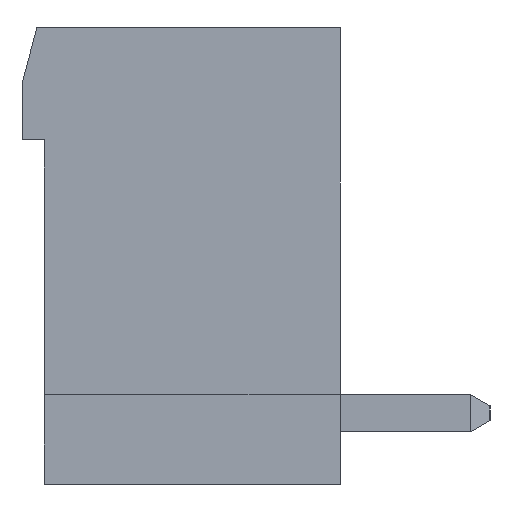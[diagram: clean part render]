
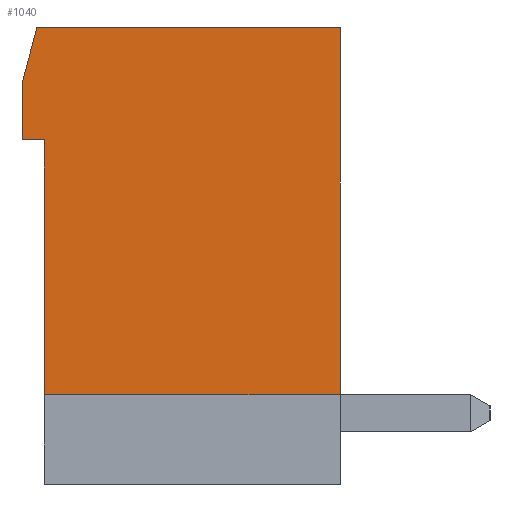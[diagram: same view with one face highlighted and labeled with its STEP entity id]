
A CAD part, front view. The second image highlights one B-rep face of the part: STEP entity #1040.
In plain terms, the highlighted planar face has unit normal (0, -1, 0).
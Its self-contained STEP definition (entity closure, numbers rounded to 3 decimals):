
#1040 = ADVANCED_FACE( '', ( #2505 ), #2506, .F. );
#2505 = FACE_OUTER_BOUND( '', #4417, .T. );
#2506 = PLANE( '', #4418 );
#4417 = EDGE_LOOP( '', ( #7450, #7451, #7452, #7453, #7454, #7455, #7456 ) );
#4418 = AXIS2_PLACEMENT_3D( '', #7457, #7458, #7459 );
#7450 = ORIENTED_EDGE( '', *, *, #12271, .T. );
#7451 = ORIENTED_EDGE( '', *, *, #12272, .T. );
#7452 = ORIENTED_EDGE( '', *, *, #12273, .T. );
#7453 = ORIENTED_EDGE( '', *, *, #11298, .T. );
#7454 = ORIENTED_EDGE( '', *, *, #12274, .T. );
#7455 = ORIENTED_EDGE( '', *, *, #12275, .T. );
#7456 = ORIENTED_EDGE( '', *, *, #12238, .T. );
#7457 = CARTESIAN_POINT( '', ( -8.6, -44.72, -3. ) );
#7458 = DIRECTION( '', ( 0., 1., 0. ) );
#7459 = DIRECTION( '', ( 1., 0., 0. ) );
#11298 = EDGE_CURVE( '', #13419, #13499, #13501, .T. );
#12238 = EDGE_CURVE( '', #15071, #15075, #15077, .T. );
#12271 = EDGE_CURVE( '', #15075, #15127, #15128, .T. );
#12272 = EDGE_CURVE( '', #15127, #15129, #15130, .T. );
#12273 = EDGE_CURVE( '', #15129, #13419, #15131, .T. );
#12274 = EDGE_CURVE( '', #13499, #15132, #15133, .T. );
#12275 = EDGE_CURVE( '', #15132, #15071, #15134, .T. );
#13419 = VERTEX_POINT( '', #16560 );
#13499 = VERTEX_POINT( '', #16665 );
#13501 = LINE( '', #16668, #16669 );
#15071 = VERTEX_POINT( '', #18959 );
#15075 = VERTEX_POINT( '', #18965 );
#15077 = LINE( '', #18968, #18969 );
#15127 = VERTEX_POINT( '', #19040 );
#15128 = LINE( '', #19041, #19042 );
#15129 = VERTEX_POINT( '', #19043 );
#15130 = LINE( '', #19044, #19045 );
#15131 = LINE( '', #19046, #19047 );
#15132 = VERTEX_POINT( '', #19048 );
#15133 = LINE( '', #19049, #19050 );
#15134 = LINE( '', #19051, #19052 );
#16560 = CARTESIAN_POINT( '', ( 0., -44.72, 0. ) );
#16665 = CARTESIAN_POINT( '', ( -8.1, -44.72, 0. ) );
#16668 = CARTESIAN_POINT( '', ( -8.2, -44.72, 0. ) );
#16669 = VECTOR( '', #21246, 1000. );
#18959 = CARTESIAN_POINT( '', ( -8.5, -44.72, -3. ) );
#18965 = CARTESIAN_POINT( '', ( -7.9, -44.72, -3. ) );
#18968 = CARTESIAN_POINT( '', ( -8.1, -44.72, -3. ) );
#18969 = VECTOR( '', #22078, 1000. );
#19040 = CARTESIAN_POINT( '', ( -7.9, -44.72, -9.8 ) );
#19041 = CARTESIAN_POINT( '', ( -7.9, -44.72, -9.8 ) );
#19042 = VECTOR( '', #22106, 1000. );
#19043 = CARTESIAN_POINT( '', ( 0., -44.72, -9.8 ) );
#19044 = CARTESIAN_POINT( '', ( 0., -44.72, -9.8 ) );
#19045 = VECTOR( '', #22107, 1000. );
#19046 = CARTESIAN_POINT( '', ( 0., -44.72, 0. ) );
#19047 = VECTOR( '', #22108, 1000. );
#19048 = CARTESIAN_POINT( '', ( -8.5, -44.72, -1.493 ) );
#19049 = CARTESIAN_POINT( '', ( -8.5, -44.72, -1.493 ) );
#19050 = VECTOR( '', #22109, 1000. );
#19051 = CARTESIAN_POINT( '', ( -8.5, -44.72, -3. ) );
#19052 = VECTOR( '', #22110, 1000. );
#21246 = DIRECTION( '', ( -1., 0., 0. ) );
#22078 = DIRECTION( '', ( 1., 0., 0. ) );
#22106 = DIRECTION( '', ( 0., 0., -1. ) );
#22107 = DIRECTION( '', ( 1., 0., 0. ) );
#22108 = DIRECTION( '', ( 0., 0., 1. ) );
#22109 = DIRECTION( '', ( -0.259, 0., -0.966 ) );
#22110 = DIRECTION( '', ( 0., 0., -1. ) );
